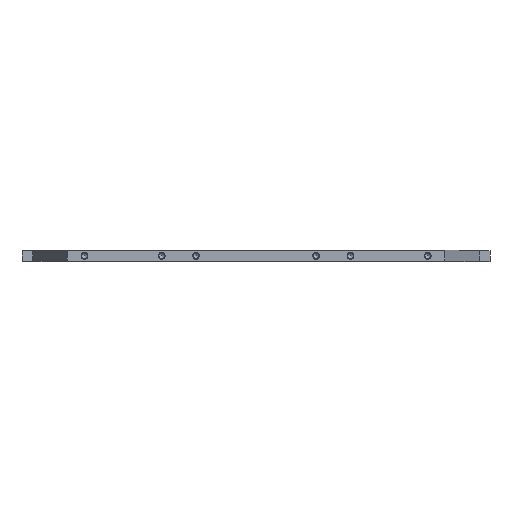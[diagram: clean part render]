
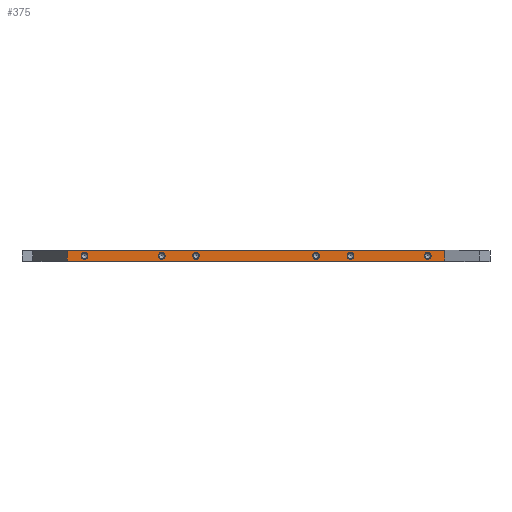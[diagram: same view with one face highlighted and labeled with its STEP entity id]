
A CAD part, top view. The second image highlights one B-rep face of the part: STEP entity #375.
In plain terms, the highlighted planar face has unit normal (0, 0, 1).
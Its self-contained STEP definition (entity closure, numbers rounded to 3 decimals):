
#159=FACE_BOUND('',#502,.T.);
#160=FACE_BOUND('',#503,.T.);
#161=FACE_BOUND('',#504,.T.);
#162=FACE_BOUND('',#505,.T.);
#163=FACE_BOUND('',#506,.T.);
#164=FACE_BOUND('',#507,.T.);
#165=FACE_BOUND('',#508,.T.);
#296=CIRCLE('',#1353,2.);
#297=CIRCLE('',#1354,2.);
#298=CIRCLE('',#1355,2.);
#299=CIRCLE('',#1356,2.);
#300=CIRCLE('',#1357,2.);
#301=CIRCLE('',#1358,2.);
#375=ADVANCED_FACE('',(#159,#160,#161,#162,#163,#164,#165),#455,.F.);
#455=PLANE('',#1359);
#502=EDGE_LOOP('',(#695));
#503=EDGE_LOOP('',(#696));
#504=EDGE_LOOP('',(#697));
#505=EDGE_LOOP('',(#698));
#506=EDGE_LOOP('',(#699));
#507=EDGE_LOOP('',(#700));
#508=EDGE_LOOP('',(#701,#702,#703,#704));
#695=ORIENTED_EDGE('',*,*,#1092,.T.);
#696=ORIENTED_EDGE('',*,*,#1093,.T.);
#697=ORIENTED_EDGE('',*,*,#1094,.T.);
#698=ORIENTED_EDGE('',*,*,#1095,.T.);
#699=ORIENTED_EDGE('',*,*,#1096,.T.);
#700=ORIENTED_EDGE('',*,*,#1097,.T.);
#701=ORIENTED_EDGE('',*,*,#1098,.T.);
#702=ORIENTED_EDGE('',*,*,#1099,.F.);
#703=ORIENTED_EDGE('',*,*,#1100,.F.);
#704=ORIENTED_EDGE('',*,*,#1090,.T.);
#955=VERTEX_POINT('',#1953);
#956=VERTEX_POINT('',#1955);
#957=VERTEX_POINT('',#1959);
#958=VERTEX_POINT('',#1961);
#959=VERTEX_POINT('',#1963);
#960=VERTEX_POINT('',#1965);
#961=VERTEX_POINT('',#1967);
#962=VERTEX_POINT('',#1969);
#963=VERTEX_POINT('',#1971);
#964=VERTEX_POINT('',#1973);
#1090=EDGE_CURVE('',#956,#955,#1229,.T.);
#1092=EDGE_CURVE('',#957,#957,#296,.T.);
#1093=EDGE_CURVE('',#958,#958,#297,.T.);
#1094=EDGE_CURVE('',#959,#959,#298,.T.);
#1095=EDGE_CURVE('',#960,#960,#299,.T.);
#1096=EDGE_CURVE('',#961,#961,#300,.T.);
#1097=EDGE_CURVE('',#962,#962,#301,.T.);
#1098=EDGE_CURVE('',#955,#963,#1231,.T.);
#1099=EDGE_CURVE('',#964,#963,#1232,.T.);
#1100=EDGE_CURVE('',#956,#964,#1233,.T.);
#1229=LINE('',#1954,#1305);
#1231=LINE('',#1970,#1307);
#1232=LINE('',#1972,#1308);
#1233=LINE('',#1974,#1309);
#1305=VECTOR('',#1550,1.);
#1307=VECTOR('',#1566,1.);
#1308=VECTOR('',#1567,1.);
#1309=VECTOR('',#1568,1.);
#1353=AXIS2_PLACEMENT_3D('',#1958,#1554,#1555);
#1354=AXIS2_PLACEMENT_3D('',#1960,#1556,#1557);
#1355=AXIS2_PLACEMENT_3D('',#1962,#1558,#1559);
#1356=AXIS2_PLACEMENT_3D('',#1964,#1560,#1561);
#1357=AXIS2_PLACEMENT_3D('',#1966,#1562,#1563);
#1358=AXIS2_PLACEMENT_3D('',#1968,#1564,#1565);
#1359=AXIS2_PLACEMENT_3D('',#1975,#1569,#1570);
#1550=DIRECTION('',(0.,-1.,0.));
#1554=DIRECTION('',(0.,0.,-1.));
#1555=DIRECTION('',(-1.,0.,0.));
#1556=DIRECTION('',(0.,0.,-1.));
#1557=DIRECTION('',(-1.,0.,0.));
#1558=DIRECTION('',(0.,0.,-1.));
#1559=DIRECTION('',(-1.,0.,0.));
#1560=DIRECTION('',(0.,0.,-1.));
#1561=DIRECTION('',(-1.,0.,0.));
#1562=DIRECTION('',(0.,0.,-1.));
#1563=DIRECTION('',(-1.,0.,0.));
#1564=DIRECTION('',(0.,0.,-1.));
#1565=DIRECTION('',(-1.,0.,0.));
#1566=DIRECTION('',(1.,0.,0.));
#1567=DIRECTION('',(0.,-1.,0.));
#1568=DIRECTION('',(1.,0.,0.));
#1569=DIRECTION('',(0.,0.,-1.));
#1570=DIRECTION('',(-1.,0.,0.));
#1953=CARTESIAN_POINT('',(26.4,0.,135.));
#1954=CARTESIAN_POINT('',(26.4,6.35,135.));
#1955=CARTESIAN_POINT('',(26.4,6.35,135.));
#1958=CARTESIAN_POINT('',(236.4,3.175,135.));
#1959=CARTESIAN_POINT('',(234.4,3.175,135.));
#1960=CARTESIAN_POINT('',(191.4,3.175,135.));
#1961=CARTESIAN_POINT('',(189.4,3.175,135.));
#1962=CARTESIAN_POINT('',(171.4,3.175,135.));
#1963=CARTESIAN_POINT('',(169.4,3.175,135.));
#1964=CARTESIAN_POINT('',(101.4,3.175,135.));
#1965=CARTESIAN_POINT('',(99.4,3.175,135.));
#1966=CARTESIAN_POINT('',(81.4,3.175,135.));
#1967=CARTESIAN_POINT('',(79.4,3.175,135.));
#1968=CARTESIAN_POINT('',(36.4,3.175,135.));
#1969=CARTESIAN_POINT('',(34.4,3.175,135.));
#1970=CARTESIAN_POINT('',(26.4,0.,135.));
#1971=CARTESIAN_POINT('',(246.4,0.,135.));
#1972=CARTESIAN_POINT('',(246.4,6.35,135.));
#1973=CARTESIAN_POINT('',(246.4,6.35,135.));
#1974=CARTESIAN_POINT('',(26.4,6.35,135.));
#1975=CARTESIAN_POINT('',(26.4,6.35,135.));
